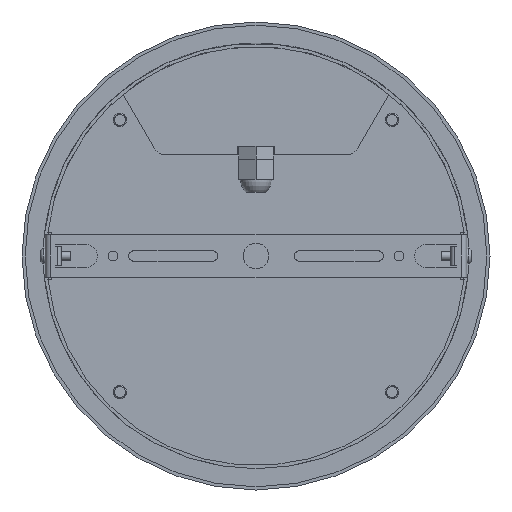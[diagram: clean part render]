
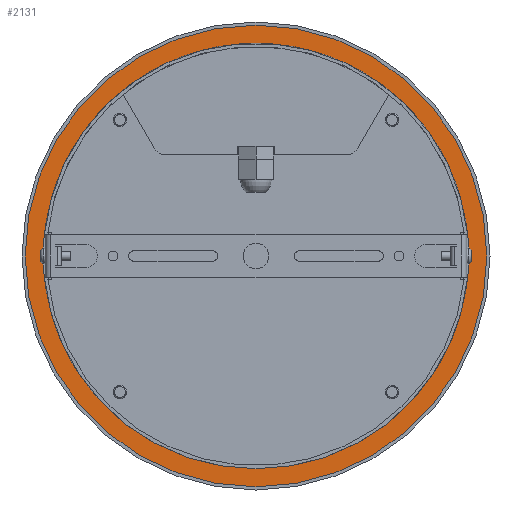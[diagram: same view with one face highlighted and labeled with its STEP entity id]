
A CAD part, front view. The second image highlights one B-rep face of the part: STEP entity #2131.
In plain terms, the highlighted planar face has unit normal (0, -1, 0).
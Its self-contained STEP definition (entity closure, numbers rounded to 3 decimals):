
#285 = CARTESIAN_POINT ( 'NONE',  ( 0., 30.5, -108.5 ) ) ;
#354 = DIRECTION ( 'NONE',  ( 0., 0., -1. ) ) ;
#481 = DIRECTION ( 'NONE',  ( 0., 0., -1. ) ) ;
#484 = EDGE_LOOP ( 'NONE', ( #2058 ) ) ;
#796 = VERTEX_POINT ( 'NONE', #1796 ) ;
#832 = CARTESIAN_POINT ( 'NONE',  ( 0., 30.5, 0. ) ) ;
#845 = AXIS2_PLACEMENT_3D ( 'NONE', #3983, #3949, #1582 ) ;
#1582 = DIRECTION ( 'NONE',  ( 0., 0., -1. ) ) ;
#1676 = FACE_OUTER_BOUND ( 'NONE', #5965, .T. ) ;
#1796 = CARTESIAN_POINT ( 'NONE',  ( 0., 30.5, -100. ) ) ;
#1995 = CARTESIAN_POINT ( 'NONE',  ( 0., 30.5, 0. ) ) ;
#2058 = ORIENTED_EDGE ( 'NONE', *, *, #4575, .F. ) ;
#2067 = FACE_BOUND ( 'NONE', #484, .T. ) ;
#2131 = ADVANCED_FACE ( 'NONE', ( #1676, #2067 ), #3071, .T. ) ;
#2151 = VERTEX_POINT ( 'NONE', #285 ) ;
#2638 = CIRCLE ( 'NONE', #2736, 100. ) ;
#2736 = AXIS2_PLACEMENT_3D ( 'NONE', #1995, #2816, #481 ) ;
#2816 = DIRECTION ( 'NONE',  ( 0., -1., 0. ) ) ;
#2999 = ORIENTED_EDGE ( 'NONE', *, *, #3506, .T. ) ;
#3071 = PLANE ( 'NONE',  #845 ) ;
#3506 = EDGE_CURVE ( 'NONE', #2151, #2151, #4250, .T. ) ;
#3949 = DIRECTION ( 'NONE',  ( 0., -1., 0. ) ) ;
#3983 = CARTESIAN_POINT ( 'NONE',  ( 0., 30.5, 0. ) ) ;
#4143 = DIRECTION ( 'NONE',  ( 0., -1., 0. ) ) ;
#4250 = CIRCLE ( 'NONE', #5669, 108.5 ) ;
#4575 = EDGE_CURVE ( 'NONE', #796, #796, #2638, .T. ) ;
#5669 = AXIS2_PLACEMENT_3D ( 'NONE', #832, #4143, #354 ) ;
#5965 = EDGE_LOOP ( 'NONE', ( #2999 ) ) ;
